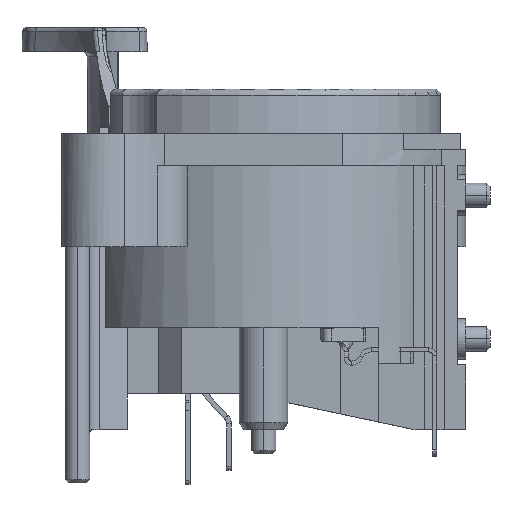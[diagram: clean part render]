
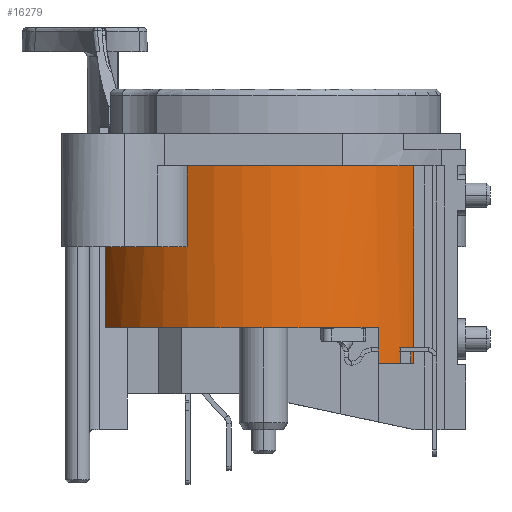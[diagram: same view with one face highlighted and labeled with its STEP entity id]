
A CAD part, left-side view. The second image highlights one B-rep face of the part: STEP entity #16279.
In plain terms, the highlighted cylindrical face has radius 11 mm (diameter 22 mm), a partial arc.
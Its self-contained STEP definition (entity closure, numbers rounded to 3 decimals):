
#1512=CARTESIAN_POINT('',(0.,0.,-4.7));
#1513=DIRECTION('',(0.,0.,1.));
#1514=DIRECTION('',(-0.46,0.888,0.));
#1515=AXIS2_PLACEMENT_3D('',#1512,#1513,#1514);
#1525=CARTESIAN_POINT('',(0.,0.,-4.7));
#1526=DIRECTION('',(0.,0.,-1.));
#1527=DIRECTION('',(-0.536,-0.844,0.));
#1528=AXIS2_PLACEMENT_3D('',#1525,#1526,#1527);
#1758=DIRECTION('',(0.,0.,1.));
#1759=VECTOR('',#1758,12.2);
#1760=CARTESIAN_POINT('',(-5.9,-9.284,-16.9));
#1761=LINE('',#1760,#1759);
#1995=DIRECTION('',(0.,0.,1.));
#1996=VECTOR('',#1995,10.);
#1997=CARTESIAN_POINT('',(-5.059,9.768,-14.7));
#1998=LINE('',#1997,#1996);
#1999=DIRECTION('',(0.,0.,-1.));
#2000=VECTOR('',#1999,5.);
#2001=CARTESIAN_POINT('',(-9.933,4.727,-4.7));
#2002=LINE('',#2001,#2000);
#2003=DIRECTION('',(0.,0.,-1.));
#2004=VECTOR('',#2003,0.25);
#2005=CARTESIAN_POINT('',(-6.2,-9.086,-15.95));
#2006=LINE('',#2005,#2004);
#2130=CARTESIAN_POINT('',(0.,0.,-14.7));
#2131=DIRECTION('',(0.,0.,-1.));
#2132=DIRECTION('',(-0.764,-0.645,0.));
#2133=AXIS2_PLACEMENT_3D('',#2130,#2131,#2132);
#2999=CARTESIAN_POINT('',(0.,0.,-9.7));
#3000=DIRECTION('',(0.,0.,-1.));
#3001=DIRECTION('',(-0.903,0.43,0.));
#3002=AXIS2_PLACEMENT_3D('',#2999,#3000,#3001);
#3363=DIRECTION('',(0.,0.,1.));
#3364=VECTOR('',#3363,5.);
#3365=CARTESIAN_POINT('',(-5.656,9.435,-9.7));
#3366=LINE('',#3365,#3364);
#9693=DIRECTION('',(0.,0.,-1.));
#9694=VECTOR('',#9693,2.2);
#9695=CARTESIAN_POINT('',(-8.402,-7.1,-14.7));
#9696=LINE('',#9695,#9694);
#9741=CARTESIAN_POINT('',(0.,0.,-16.9));
#9742=DIRECTION('',(0.,0.,-1.));
#9743=DIRECTION('',(-0.641,-0.768,0.));
#9744=AXIS2_PLACEMENT_3D('',#9741,#9742,#9743);
#9782=DIRECTION('',(0.,0.,-1.));
#9783=VECTOR('',#9782,1.);
#9784=CARTESIAN_POINT('',(-7.05,-8.444,-15.9));
#9785=LINE('',#9784,#9783);
#10319=CARTESIAN_POINT('',(0.,0.,-15.9));
#10320=DIRECTION('',(0.,0.,-1.));
#10321=DIRECTION('',(-0.564,-0.826,0.));
#10322=AXIS2_PLACEMENT_3D('',#10319,#10320,#10321);
#10332=DIRECTION('',(0.,0.,-1.));
#10333=VECTOR('',#10332,0.05);
#10334=CARTESIAN_POINT('',(-6.2,-9.086,-15.9));
#10335=LINE('',#10334,#10333);
#10340=DIRECTION('',(0.,0.,-1.));
#10341=VECTOR('',#10340,0.7);
#10342=CARTESIAN_POINT('',(-6.2,-9.086,-16.2));
#10343=LINE('',#10342,#10341);
#10352=CARTESIAN_POINT('',(0.,0.,-16.9));
#10353=DIRECTION('',(0.,0.,-1.));
#10354=DIRECTION('',(-0.536,-0.844,0.));
#10355=AXIS2_PLACEMENT_3D('',#10352,#10353,#10354);
#10605=CARTESIAN_POINT('',(-9.933,4.727,-4.7));
#10607=VERTEX_POINT('',#10605);
#10619=CARTESIAN_POINT('',(-9.933,4.727,-9.7));
#10620=VERTEX_POINT('',#10619);
#10623=CARTESIAN_POINT('',(-5.9,-9.284,-4.7));
#10624=VERTEX_POINT('',#10623);
#10685=CARTESIAN_POINT('',(-5.059,9.768,-4.7));
#10686=CARTESIAN_POINT('',(-5.656,9.435,-4.7));
#10687=VERTEX_POINT('',#10685);
#10688=VERTEX_POINT('',#10686);
#10689=CARTESIAN_POINT('',(-5.656,9.435,-9.7));
#10691=VERTEX_POINT('',#10689);
#10705=CARTESIAN_POINT('',(-5.059,9.768,-14.7));
#10706=VERTEX_POINT('',#10705);
#10711=CARTESIAN_POINT('',(-8.402,-7.1,-14.7));
#10712=VERTEX_POINT('',#10711);
#11234=CARTESIAN_POINT('',(-7.05,-8.444,-16.9));
#11235=CARTESIAN_POINT('',(-8.402,-7.1,-16.9));
#11236=VERTEX_POINT('',#11234);
#11237=VERTEX_POINT('',#11235);
#11238=CARTESIAN_POINT('',(-7.05,-8.444,-15.9));
#11239=VERTEX_POINT('',#11238);
#11244=CARTESIAN_POINT('',(-5.9,-9.284,-16.9));
#11245=VERTEX_POINT('',#11244);
#11246=CARTESIAN_POINT('',(-6.2,-9.086,-15.9));
#11247=VERTEX_POINT('',#11246);
#11250=CARTESIAN_POINT('',(-6.2,-9.086,-16.9));
#11251=VERTEX_POINT('',#11250);
#12229=CARTESIAN_POINT('',(-6.2,-9.086,-15.95));
#12230=CARTESIAN_POINT('',(-6.2,-9.086,-16.2));
#12231=VERTEX_POINT('',#12229);
#12232=VERTEX_POINT('',#12230);
#16245=CARTESIAN_POINT('',(0.,0.,-13.5));
#16246=DIRECTION('',(0.,0.,-1.));
#16247=DIRECTION('',(-1.,0.,0.));
#16248=AXIS2_PLACEMENT_3D('',#16245,#16246,#16247);
#16249=CYLINDRICAL_SURFACE('',#16248,11.);
#16251=ORIENTED_EDGE('',*,*,#16250,.F.);
#16253=ORIENTED_EDGE('',*,*,#16252,.T.);
#16255=ORIENTED_EDGE('',*,*,#16254,.T.);
#16257=ORIENTED_EDGE('',*,*,#16256,.T.);
#16259=ORIENTED_EDGE('',*,*,#16258,.F.);
#16261=ORIENTED_EDGE('',*,*,#16260,.T.);
#16262=ORIENTED_EDGE('',*,*,#15467,.T.);
#16263=ORIENTED_EDGE('',*,*,#15619,.T.);
#16265=ORIENTED_EDGE('',*,*,#16264,.F.);
#16267=ORIENTED_EDGE('',*,*,#16266,.F.);
#16269=ORIENTED_EDGE('',*,*,#16268,.F.);
#16270=ORIENTED_EDGE('',*,*,#15636,.F.);
#16271=ORIENTED_EDGE('',*,*,#15876,.F.);
#16273=ORIENTED_EDGE('',*,*,#16272,.T.);
#16275=ORIENTED_EDGE('',*,*,#16274,.F.);
#16276=ORIENTED_EDGE('',*,*,#16217,.F.);
#16277=EDGE_LOOP('',(#16251,#16253,#16255,#16257,#16259,#16261,#16262,#16263,
#16265,#16267,#16269,#16270,#16271,#16273,#16275,#16276));
#16278=FACE_OUTER_BOUND('',#16277,.F.);
#16279=ADVANCED_FACE('',(#16278),#16249,.T.);
#1516=CIRCLE('',#1515,11.);
#1529=CIRCLE('',#1528,11.);
#2134=CIRCLE('',#2133,11.);
#3003=CIRCLE('',#3002,11.);
#9745=CIRCLE('',#9744,11.);
#10323=CIRCLE('',#10322,11.);
#10356=CIRCLE('',#10355,11.);
#15467=EDGE_CURVE('',#10706,#10687,#1998,.T.);
#15619=EDGE_CURVE('',#10687,#10688,#1516,.T.);
#15636=EDGE_CURVE('',#10624,#10607,#1529,.T.);
#15876=EDGE_CURVE('',#11245,#10624,#1761,.T.);
#16217=EDGE_CURVE('',#12231,#12232,#2006,.T.);
#16250=EDGE_CURVE('',#11247,#12231,#10335,.T.);
#16252=EDGE_CURVE('',#11247,#11239,#10323,.T.);
#16254=EDGE_CURVE('',#11239,#11236,#9785,.T.);
#16256=EDGE_CURVE('',#11236,#11237,#9745,.T.);
#16258=EDGE_CURVE('',#10712,#11237,#9696,.T.);
#16260=EDGE_CURVE('',#10712,#10706,#2134,.T.);
#16264=EDGE_CURVE('',#10691,#10688,#3366,.T.);
#16266=EDGE_CURVE('',#10620,#10691,#3003,.T.);
#16268=EDGE_CURVE('',#10607,#10620,#2002,.T.);
#16272=EDGE_CURVE('',#11245,#11251,#10356,.T.);
#16274=EDGE_CURVE('',#12232,#11251,#10343,.T.);
